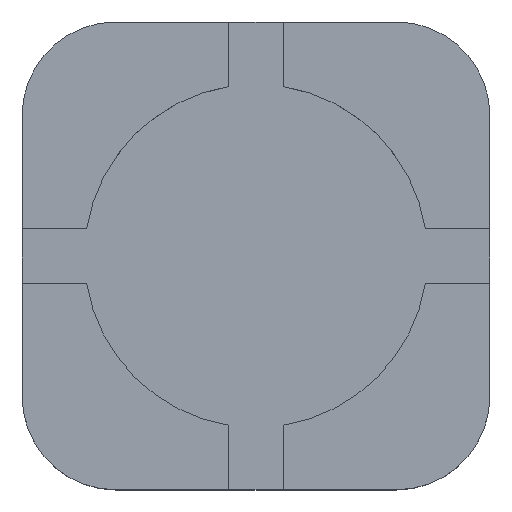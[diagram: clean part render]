
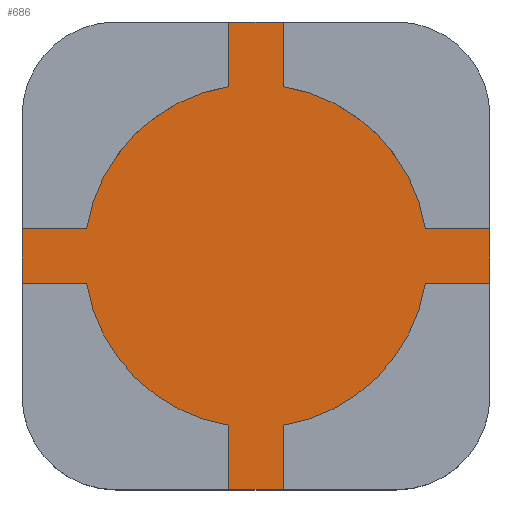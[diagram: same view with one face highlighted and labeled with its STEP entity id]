
A CAD part, top view. The second image highlights one B-rep face of the part: STEP entity #686.
In plain terms, the highlighted planar face has unit normal (0, 0, 1).
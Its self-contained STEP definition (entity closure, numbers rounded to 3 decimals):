
#562=AXIS2_PLACEMENT_3D('Circle Axis2P3D',#560,#561,$) ;
#609=AXIS2_PLACEMENT_3D('Plane Axis2P3D',#606,#607,#608) ;
#620=AXIS2_PLACEMENT_3D('Circle Axis2P3D',#618,#619,$) ;
#639=AXIS2_PLACEMENT_3D('Circle Axis2P3D',#637,#638,$) ;
#658=AXIS2_PLACEMENT_3D('Circle Axis2P3D',#656,#657,$) ;
#410=CARTESIAN_POINT('Vertex',(-1.75,15.,4.5)) ;
#413=CARTESIAN_POINT('Line Origine',(0.,15.,4.5)) ;
#417=CARTESIAN_POINT('Vertex',(1.75,15.,4.5)) ;
#445=CARTESIAN_POINT('Vertex',(15.,1.75,4.5)) ;
#448=CARTESIAN_POINT('Line Origine',(15.,0.,4.5)) ;
#452=CARTESIAN_POINT('Vertex',(15.,-1.75,4.5)) ;
#480=CARTESIAN_POINT('Vertex',(1.75,-15.,4.5)) ;
#483=CARTESIAN_POINT('Line Origine',(0.,-15.,4.5)) ;
#487=CARTESIAN_POINT('Vertex',(-1.75,-15.,4.5)) ;
#515=CARTESIAN_POINT('Vertex',(-15.,-1.75,4.5)) ;
#518=CARTESIAN_POINT('Line Origine',(-15.,0.,4.5)) ;
#522=CARTESIAN_POINT('Vertex',(-15.,1.75,4.5)) ;
#550=CARTESIAN_POINT('Vertex',(-1.75,10.86,4.5)) ;
#557=CARTESIAN_POINT('Vertex',(-10.86,1.75,4.5)) ;
#560=CARTESIAN_POINT('Axis2P3D Location',(0.,0.,4.5)) ;
#577=CARTESIAN_POINT('Line Origine',(-1.75,12.93,4.5)) ;
#594=CARTESIAN_POINT('Line Origine',(-12.93,1.75,4.5)) ;
#606=CARTESIAN_POINT('Axis2P3D Location',(0.,0.,4.5)) ;
#611=CARTESIAN_POINT('Line Origine',(-12.93,-1.75,4.5)) ;
#615=CARTESIAN_POINT('Vertex',(-10.86,-1.75,4.5)) ;
#618=CARTESIAN_POINT('Axis2P3D Location',(0.,0.,4.5)) ;
#622=CARTESIAN_POINT('Vertex',(-1.75,-10.86,4.5)) ;
#625=CARTESIAN_POINT('Line Origine',(-1.75,-12.93,4.5)) ;
#630=CARTESIAN_POINT('Line Origine',(1.75,-12.93,4.5)) ;
#634=CARTESIAN_POINT('Vertex',(1.75,-10.86,4.5)) ;
#637=CARTESIAN_POINT('Axis2P3D Location',(0.,0.,4.5)) ;
#641=CARTESIAN_POINT('Vertex',(10.86,-1.75,4.5)) ;
#644=CARTESIAN_POINT('Line Origine',(12.93,-1.75,4.5)) ;
#649=CARTESIAN_POINT('Line Origine',(12.93,1.75,4.5)) ;
#653=CARTESIAN_POINT('Vertex',(10.86,1.75,4.5)) ;
#656=CARTESIAN_POINT('Axis2P3D Location',(0.,0.,4.5)) ;
#660=CARTESIAN_POINT('Vertex',(1.75,10.86,4.5)) ;
#663=CARTESIAN_POINT('Line Origine',(1.75,12.93,4.5)) ;
#414=DIRECTION('Vector Direction',(1.,0.,0.)) ;
#449=DIRECTION('Vector Direction',(0.,1.,0.)) ;
#484=DIRECTION('Vector Direction',(-1.,0.,0.)) ;
#519=DIRECTION('Vector Direction',(0.,-1.,0.)) ;
#561=DIRECTION('Axis2P3D Direction',(0.,0.,1.)) ;
#578=DIRECTION('Vector Direction',(0.,-1.,0.)) ;
#595=DIRECTION('Vector Direction',(1.,0.,0.)) ;
#607=DIRECTION('Axis2P3D Direction',(0.,0.,1.)) ;
#608=DIRECTION('Axis2P3D XDirection',(1.,0.,0.)) ;
#612=DIRECTION('Vector Direction',(-1.,0.,0.)) ;
#619=DIRECTION('Axis2P3D Direction',(0.,0.,1.)) ;
#626=DIRECTION('Vector Direction',(0.,-1.,0.)) ;
#631=DIRECTION('Vector Direction',(0.,1.,0.)) ;
#638=DIRECTION('Axis2P3D Direction',(0.,0.,1.)) ;
#645=DIRECTION('Vector Direction',(-1.,0.,0.)) ;
#650=DIRECTION('Vector Direction',(1.,0.,0.)) ;
#657=DIRECTION('Axis2P3D Direction',(0.,0.,1.)) ;
#664=DIRECTION('Vector Direction',(0.,1.,0.)) ;
#415=VECTOR('Line Direction',#414,1.) ;
#450=VECTOR('Line Direction',#449,1.) ;
#485=VECTOR('Line Direction',#484,1.) ;
#520=VECTOR('Line Direction',#519,1.) ;
#579=VECTOR('Line Direction',#578,1.) ;
#596=VECTOR('Line Direction',#595,1.) ;
#613=VECTOR('Line Direction',#612,1.) ;
#627=VECTOR('Line Direction',#626,1.) ;
#632=VECTOR('Line Direction',#631,1.) ;
#646=VECTOR('Line Direction',#645,1.) ;
#651=VECTOR('Line Direction',#650,1.) ;
#665=VECTOR('Line Direction',#664,1.) ;
#669=ORIENTED_EDGE('',*,*,#564,.T.) ;
#670=ORIENTED_EDGE('',*,*,#598,.T.) ;
#671=ORIENTED_EDGE('',*,*,#524,.T.) ;
#672=ORIENTED_EDGE('',*,*,#617,.T.) ;
#673=ORIENTED_EDGE('',*,*,#624,.T.) ;
#674=ORIENTED_EDGE('',*,*,#629,.T.) ;
#675=ORIENTED_EDGE('',*,*,#489,.T.) ;
#676=ORIENTED_EDGE('',*,*,#636,.T.) ;
#677=ORIENTED_EDGE('',*,*,#643,.T.) ;
#678=ORIENTED_EDGE('',*,*,#648,.T.) ;
#679=ORIENTED_EDGE('',*,*,#454,.T.) ;
#680=ORIENTED_EDGE('',*,*,#655,.T.) ;
#681=ORIENTED_EDGE('',*,*,#662,.T.) ;
#682=ORIENTED_EDGE('',*,*,#667,.T.) ;
#683=ORIENTED_EDGE('',*,*,#419,.T.) ;
#684=ORIENTED_EDGE('',*,*,#581,.T.) ;
#686=ADVANCED_FACE('Hauptk\X2\00F6\X0\rper',(#685),#610,.T.) ;
#563=CIRCLE('generated circle',#562,11.) ;
#621=CIRCLE('generated circle',#620,11.) ;
#640=CIRCLE('generated circle',#639,11.) ;
#659=CIRCLE('generated circle',#658,11.) ;
#419=EDGE_CURVE('',#418,#411,#416,.F.) ;
#454=EDGE_CURVE('',#453,#446,#451,.T.) ;
#489=EDGE_CURVE('',#488,#481,#486,.F.) ;
#524=EDGE_CURVE('',#523,#516,#521,.T.) ;
#564=EDGE_CURVE('',#551,#558,#563,.T.) ;
#581=EDGE_CURVE('',#411,#551,#580,.T.) ;
#598=EDGE_CURVE('',#558,#523,#597,.F.) ;
#617=EDGE_CURVE('',#516,#616,#614,.F.) ;
#624=EDGE_CURVE('',#616,#623,#621,.T.) ;
#629=EDGE_CURVE('',#623,#488,#628,.T.) ;
#636=EDGE_CURVE('',#481,#635,#633,.T.) ;
#643=EDGE_CURVE('',#635,#642,#640,.T.) ;
#648=EDGE_CURVE('',#642,#453,#647,.F.) ;
#655=EDGE_CURVE('',#446,#654,#652,.F.) ;
#662=EDGE_CURVE('',#654,#661,#659,.T.) ;
#667=EDGE_CURVE('',#661,#418,#666,.T.) ;
#668=EDGE_LOOP('',(#669,#670,#671,#672,#673,#674,#675,#676,#677,#678,#679,#680,#681,#682,#683,#684)) ;
#685=FACE_OUTER_BOUND('',#668,.T.) ;
#416=LINE('Line',#413,#415) ;
#451=LINE('Line',#448,#450) ;
#486=LINE('Line',#483,#485) ;
#521=LINE('Line',#518,#520) ;
#580=LINE('Line',#577,#579) ;
#597=LINE('Line',#594,#596) ;
#614=LINE('Line',#611,#613) ;
#628=LINE('Line',#625,#627) ;
#633=LINE('Line',#630,#632) ;
#647=LINE('Line',#644,#646) ;
#652=LINE('Line',#649,#651) ;
#666=LINE('Line',#663,#665) ;
#610=PLANE('Plane',#609) ;
#411=VERTEX_POINT('',#410) ;
#418=VERTEX_POINT('',#417) ;
#446=VERTEX_POINT('',#445) ;
#453=VERTEX_POINT('',#452) ;
#481=VERTEX_POINT('',#480) ;
#488=VERTEX_POINT('',#487) ;
#516=VERTEX_POINT('',#515) ;
#523=VERTEX_POINT('',#522) ;
#551=VERTEX_POINT('',#550) ;
#558=VERTEX_POINT('',#557) ;
#616=VERTEX_POINT('',#615) ;
#623=VERTEX_POINT('',#622) ;
#635=VERTEX_POINT('',#634) ;
#642=VERTEX_POINT('',#641) ;
#654=VERTEX_POINT('',#653) ;
#661=VERTEX_POINT('',#660) ;
